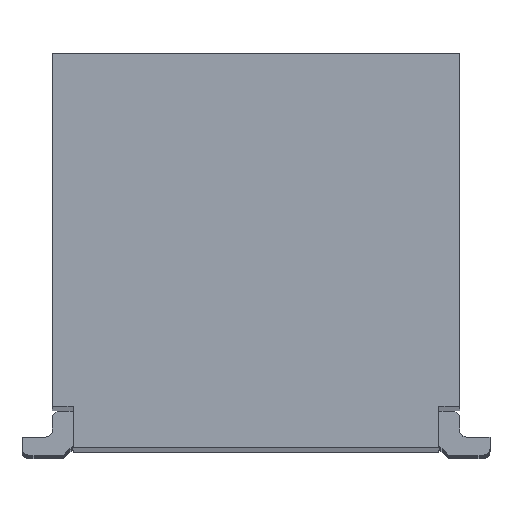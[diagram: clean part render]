
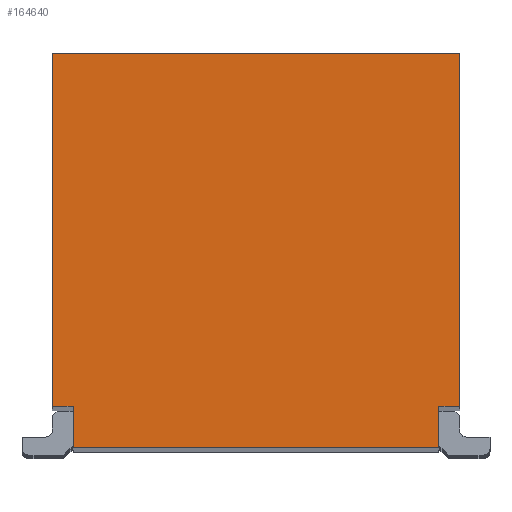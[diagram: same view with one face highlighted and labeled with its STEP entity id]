
A CAD part, top view. The second image highlights one B-rep face of the part: STEP entity #164640.
In plain terms, the highlighted planar face has unit normal (0, 0, 1).
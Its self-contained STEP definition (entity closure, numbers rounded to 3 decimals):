
#163930=CARTESIAN_POINT('',(1.544,1.472,15.185));
#163940=DIRECTION('',(0.,0.,1.));
#163950=DIRECTION('',(-1.,0.,0.));
#163960=AXIS2_PLACEMENT_3D('',#163930,#163940,#163950);
#163970=PLANE('',#163960);
#163980=CARTESIAN_POINT('',(1.32,-0.5,15.185));
#163990=DIRECTION('',(0.,1.,0.));
#164000=VECTOR('',#163990,1.);
#164010=LINE('',#163980,#164000);
#164020=CARTESIAN_POINT('',(1.32,-1.45,15.185));
#164030=VERTEX_POINT('',#164020);
#164040=CARTESIAN_POINT('',(1.32,-1.15,15.185));
#164050=VERTEX_POINT('',#164040);
#164060=EDGE_CURVE('',#164030,#164050,#164010,.T.);
#164070=ORIENTED_EDGE('',*,*,#164060,.T.);
#164080=CARTESIAN_POINT('',(0.,-1.45,15.185));
#164090=DIRECTION('',(1.,0.,0.));
#164100=VECTOR('',#164090,1.);
#164110=LINE('',#164080,#164100);
#164120=CARTESIAN_POINT('',(-1.32,-1.45,15.185));
#164130=VERTEX_POINT('',#164120);
#164140=EDGE_CURVE('',#164130,#164030,#164110,.T.);
#164150=ORIENTED_EDGE('',*,*,#164140,.T.);
#164160=CARTESIAN_POINT('',(-1.32,-0.5,15.185));
#164170=DIRECTION('',(0.,-1.,0.));
#164180=VECTOR('',#164170,1.);
#164190=LINE('',#164160,#164180);
#164200=CARTESIAN_POINT('',(-1.32,-1.15,15.185));
#164210=VERTEX_POINT('',#164200);
#164220=EDGE_CURVE('',#164210,#164130,#164190,.T.);
#164230=ORIENTED_EDGE('',*,*,#164220,.T.);
#164240=CARTESIAN_POINT('',(0.,-1.15,15.185));
#164250=DIRECTION('',(1.,0.,0.));
#164260=VECTOR('',#164250,1.);
#164270=LINE('',#164240,#164260);
#164280=CARTESIAN_POINT('',(-1.47,-1.15,15.185));
#164290=VERTEX_POINT('',#164280);
#164300=EDGE_CURVE('',#164290,#164210,#164270,.T.);
#164310=ORIENTED_EDGE('',*,*,#164300,.T.);
#164320=CARTESIAN_POINT('',(-1.47,-0.5,15.185));
#164330=DIRECTION('',(0.,-1.,0.));
#164340=VECTOR('',#164330,1.);
#164350=LINE('',#164320,#164340);
#164360=CARTESIAN_POINT('',(-1.47,1.4,15.185));
#164370=VERTEX_POINT('',#164360);
#164380=EDGE_CURVE('',#164370,#164290,#164350,.T.);
#164390=ORIENTED_EDGE('',*,*,#164380,.T.);
#164400=CARTESIAN_POINT('',(0.,1.4,15.185));
#164410=DIRECTION('',(1.,0.,-0.));
#164420=VECTOR('',#164410,1.);
#164430=LINE('',#164400,#164420);
#164440=CARTESIAN_POINT('',(1.47,1.4,15.185));
#164450=VERTEX_POINT('',#164440);
#164460=EDGE_CURVE('',#164370,#164450,#164430,.T.);
#164470=ORIENTED_EDGE('',*,*,#164460,.F.);
#164480=CARTESIAN_POINT('',(1.47,-0.5,15.185));
#164490=DIRECTION('',(0.,1.,0.));
#164500=VECTOR('',#164490,1.);
#164510=LINE('',#164480,#164500);
#164520=CARTESIAN_POINT('',(1.47,-1.15,15.185));
#164530=VERTEX_POINT('',#164520);
#164540=EDGE_CURVE('',#164530,#164450,#164510,.T.);
#164550=ORIENTED_EDGE('',*,*,#164540,.T.);
#164560=CARTESIAN_POINT('',(0.,-1.15,15.185));
#164570=DIRECTION('',(1.,0.,0.));
#164580=VECTOR('',#164570,1.);
#164590=LINE('',#164560,#164580);
#164600=EDGE_CURVE('',#164050,#164530,#164590,.T.);
#164610=ORIENTED_EDGE('',*,*,#164600,.T.);
#164620=EDGE_LOOP('',(#164610,#164550,#164470,#164390,#164310,#164230,
#164150,#164070));
#164630=FACE_OUTER_BOUND('',#164620,.T.);
#164640=ADVANCED_FACE('',(#164630),#163970,.T.);
